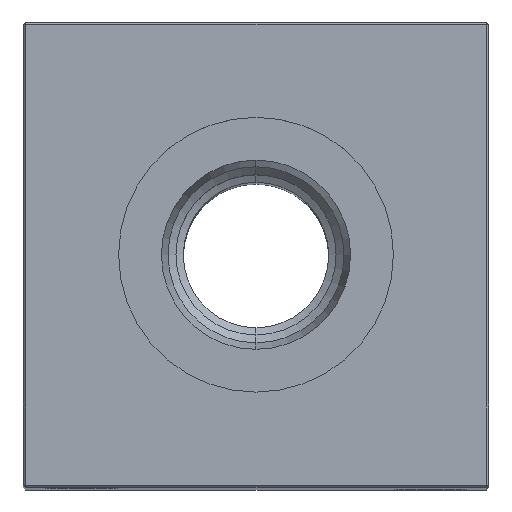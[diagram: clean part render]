
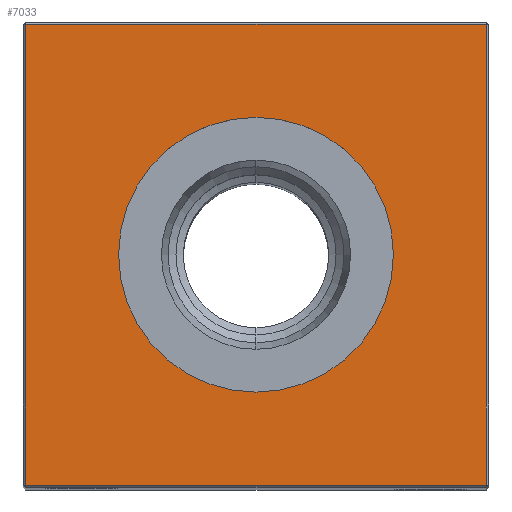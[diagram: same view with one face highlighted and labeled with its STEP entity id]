
A CAD part, top view. The second image highlights one B-rep face of the part: STEP entity #7033.
In plain terms, the highlighted planar face has unit normal (0, 0, 1).
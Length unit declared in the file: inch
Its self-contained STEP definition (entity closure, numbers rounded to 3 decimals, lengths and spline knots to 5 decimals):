
#92 = VERTEX_POINT ( 'NONE', #18634 ) ;
#224 = CARTESIAN_POINT ( 'NONE',  ( 0., 0.59055, 6.25 ) ) ;
#359 = LINE ( 'NONE', #16367, #6920 ) ;
#411 = VERTEX_POINT ( 'NONE', #22837 ) ;
#510 = FACE_OUTER_BOUND ( 'NONE', #11438, .T. ) ;
#1475 = DIRECTION ( 'NONE',  ( 0., 0., -1. ) ) ;
#1573 = VERTEX_POINT ( 'NONE', #224 ) ;
#1928 = VERTEX_POINT ( 'NONE', #19000 ) ;
#2107 = DIRECTION ( 'NONE',  ( -1., 0., 0. ) ) ;
#2205 = VERTEX_POINT ( 'NONE', #15419 ) ;
#2364 = CARTESIAN_POINT ( 'NONE',  ( 0., 0., 6.25 ) ) ;
#2456 = DIRECTION ( 'NONE',  ( 0., 1., 0. ) ) ;
#3314 = DIRECTION ( 'NONE',  ( -1., 0., 0. ) ) ;
#3486 = EDGE_LOOP ( 'NONE', ( #11446, #10587 ) ) ;
#3521 = LINE ( 'NONE', #23387, #23611 ) ;
#3563 = VECTOR ( 'NONE', #2456, 39.37008 ) ;
#3832 = AXIS2_PLACEMENT_3D ( 'NONE', #19409, #1475, #3314 ) ;
#3946 = ORIENTED_EDGE ( 'NONE', *, *, #12342, .T. ) ;
#5745 = DIRECTION ( 'NONE',  ( 1., 0., 0. ) ) ;
#6130 = LINE ( 'NONE', #18431, #3563 ) ;
#6920 = VECTOR ( 'NONE', #14394, 39.37008 ) ;
#7033 = ADVANCED_FACE ( 'NONE', ( #510, #12086 ), #20545, .F. ) ;
#7358 = VECTOR ( 'NONE', #18946, 39.37008 ) ;
#10289 = DIRECTION ( 'NONE',  ( 0., 0., -1. ) ) ;
#10587 = ORIENTED_EDGE ( 'NONE', *, *, #11885, .T. ) ;
#10886 = CARTESIAN_POINT ( 'NONE',  ( 0., 0., 6.25 ) ) ;
#11149 = DIRECTION ( 'NONE',  ( -1., 0., 0. ) ) ;
#11438 = EDGE_LOOP ( 'NONE', ( #3946, #23016, #24583, #14859 ) ) ;
#11446 = ORIENTED_EDGE ( 'NONE', *, *, #23801, .T. ) ;
#11543 = AXIS2_PLACEMENT_3D ( 'NONE', #10886, #10289, #11149 ) ;
#11885 = EDGE_CURVE ( 'NONE', #411, #1573, #18620, .T. ) ;
#12086 = FACE_BOUND ( 'NONE', #3486, .T. ) ;
#12109 = EDGE_CURVE ( 'NONE', #2205, #23665, #18560, .T. ) ;
#12342 = EDGE_CURVE ( 'NONE', #23665, #1928, #359, .T. ) ;
#14161 = DIRECTION ( 'NONE',  ( 0., 0., -1. ) ) ;
#14394 = DIRECTION ( 'NONE',  ( 0., -1., 0. ) ) ;
#14859 = ORIENTED_EDGE ( 'NONE', *, *, #12109, .T. ) ;
#15200 = AXIS2_PLACEMENT_3D ( 'NONE', #2364, #14161, #2107 ) ;
#15419 = CARTESIAN_POINT ( 'NONE',  ( 0.99, 0.99, 6.25 ) ) ;
#15957 = CIRCLE ( 'NONE', #3832, 0.59055 ) ;
#16367 = CARTESIAN_POINT ( 'NONE',  ( -0.99, 0., 6.25 ) ) ;
#17924 = EDGE_CURVE ( 'NONE', #1928, #92, #3521, .T. ) ;
#18316 = EDGE_CURVE ( 'NONE', #92, #2205, #6130, .T. ) ;
#18431 = CARTESIAN_POINT ( 'NONE',  ( 0.99, 0., 6.25 ) ) ;
#18560 = LINE ( 'NONE', #24557, #7358 ) ;
#18620 = CIRCLE ( 'NONE', #11543, 0.59055 ) ;
#18634 = CARTESIAN_POINT ( 'NONE',  ( 0.99, -0.99, 6.25 ) ) ;
#18946 = DIRECTION ( 'NONE',  ( -1., 0., 0. ) ) ;
#18993 = CARTESIAN_POINT ( 'NONE',  ( -0.99, 0.99, 6.25 ) ) ;
#19000 = CARTESIAN_POINT ( 'NONE',  ( -0.99, -0.99, 6.25 ) ) ;
#19409 = CARTESIAN_POINT ( 'NONE',  ( 0., 0., 6.25 ) ) ;
#20545 = PLANE ( 'NONE',  #15200 ) ;
#22837 = CARTESIAN_POINT ( 'NONE',  ( 0., -0.59055, 6.25 ) ) ;
#23016 = ORIENTED_EDGE ( 'NONE', *, *, #17924, .T. ) ;
#23387 = CARTESIAN_POINT ( 'NONE',  ( 0., -0.99, 6.25 ) ) ;
#23611 = VECTOR ( 'NONE', #5745, 39.37008 ) ;
#23665 = VERTEX_POINT ( 'NONE', #18993 ) ;
#23801 = EDGE_CURVE ( 'NONE', #1573, #411, #15957, .T. ) ;
#24557 = CARTESIAN_POINT ( 'NONE',  ( 0., 0.99, 6.25 ) ) ;
#24583 = ORIENTED_EDGE ( 'NONE', *, *, #18316, .T. ) ;
